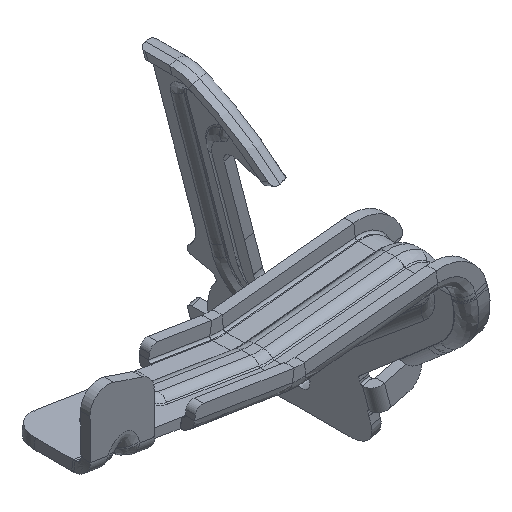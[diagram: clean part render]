
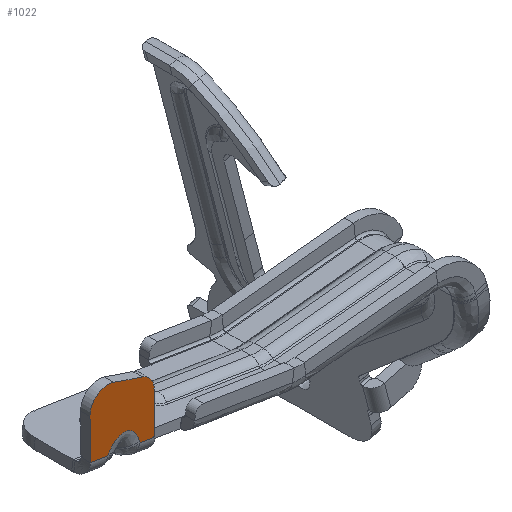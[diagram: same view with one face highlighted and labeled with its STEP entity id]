
A CAD part, isometric view. The second image highlights one B-rep face of the part: STEP entity #1022.
In plain terms, the highlighted planar face has unit normal (0.009, -1, -0.006).
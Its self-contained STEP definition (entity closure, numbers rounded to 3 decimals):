
#407=LINE('',#10426,#646);
#408=LINE('',#10566,#647);
#409=LINE('',#10576,#648);
#646=VECTOR('',#7830,1.);
#647=VECTOR('',#7835,1.);
#648=VECTOR('',#7836,1.);
#897=CIRCLE('',#7479,5.);
#898=CIRCLE('',#7480,5.);
#1022=ADVANCED_FACE('PY1B NEW HOOK_12.06.2018',(#1637),#1471,.F.);
#1471=PLANE('',#7481);
#1637=FACE_OUTER_BOUND('',#2111,.T.);
#2111=EDGE_LOOP('',(#2784,#2785,#2786,#2787,#2788,#2789,#2790,#2791,#2792,
#2793));
#2784=ORIENTED_EDGE('',*,*,#5604,.F.);
#2785=ORIENTED_EDGE('',*,*,#5605,.F.);
#2786=ORIENTED_EDGE('',*,*,#5606,.T.);
#2787=ORIENTED_EDGE('',*,*,#5607,.T.);
#2788=ORIENTED_EDGE('',*,*,#5602,.F.);
#2789=ORIENTED_EDGE('',*,*,#5600,.F.);
#2790=ORIENTED_EDGE('',*,*,#5608,.T.);
#2791=ORIENTED_EDGE('',*,*,#5609,.T.);
#2792=ORIENTED_EDGE('',*,*,#5610,.F.);
#2793=ORIENTED_EDGE('',*,*,#5611,.F.);
#4883=VERTEX_POINT('',#10410);
#4884=VERTEX_POINT('',#10425);
#4886=VERTEX_POINT('',#10468);
#4887=VERTEX_POINT('',#10564);
#4888=VERTEX_POINT('',#10565);
#4889=VERTEX_POINT('',#10567);
#4890=VERTEX_POINT('',#10570);
#4891=VERTEX_POINT('',#10575);
#4892=VERTEX_POINT('',#10577);
#4893=VERTEX_POINT('',#10579);
#5600=EDGE_CURVE('LINE',#4884,#4883,#407,.T.);
#5602=EDGE_CURVE('',#4883,#4886,#6702,.T.);
#5604=EDGE_CURVE('',#4887,#4888,#897,.T.);
#5605=EDGE_CURVE('LINE',#4889,#4887,#408,.T.);
#5606=EDGE_CURVE('',#4889,#4890,#6704,.T.);
#5607=EDGE_CURVE('',#4890,#4886,#6705,.T.);
#5608=EDGE_CURVE('',#4884,#4891,#6706,.T.);
#5609=EDGE_CURVE('LINE',#4891,#4892,#409,.T.);
#5610=EDGE_CURVE('',#4893,#4892,#898,.T.);
#5611=EDGE_CURVE('',#4888,#4893,#6707,.T.);
#6702=B_SPLINE_CURVE_WITH_KNOTS('',5,(#10447,#10448,#10449,#10450,#10451,
#10452,#10453,#10454,#10455,#10456,#10457,#10458,#10459,#10460,#10461,#10462,
#10463,#10464,#10465,#10466,#10467),.UNSPECIFIED.,.F.,.F.,(6,3,3,3,3,3,
6),(0.,0.106,0.336,0.5,0.664,
0.894,1.),.UNSPECIFIED.);
#6704=B_SPLINE_CURVE_WITH_KNOTS('',1,(#10568,#10569),.UNSPECIFIED.,.F.,
 .F.,(2,2),(0.,1.),.UNSPECIFIED.);
#6705=B_SPLINE_CURVE_WITH_KNOTS('',1,(#10571,#10572),.UNSPECIFIED.,.F.,
 .F.,(2,2),(0.,1.),.UNSPECIFIED.);
#6706=B_SPLINE_CURVE_WITH_KNOTS('',1,(#10573,#10574),.UNSPECIFIED.,.F.,
 .F.,(2,2),(0.,1.),.UNSPECIFIED.);
#6707=B_SPLINE_CURVE_WITH_KNOTS('',1,(#10580,#10581),.UNSPECIFIED.,.F.,
 .F.,(2,2),(0.,1.),.UNSPECIFIED.);
#7479=AXIS2_PLACEMENT_3D('',#10563,#7833,#7834);
#7480=AXIS2_PLACEMENT_3D('',#10578,#7837,#7838);
#7481=AXIS2_PLACEMENT_3D('',#10582,#7839,#7840);
#7830=DIRECTION('',(-0.226,-0.008,0.974));
#7833=DIRECTION('',(-0.01,1.,0.006));
#7834=DIRECTION('',(1.,0.01,0.));
#7835=DIRECTION('',(-0.019,-0.006,1.));
#7836=DIRECTION('',(-0.019,-0.006,1.));
#7837=DIRECTION('',(-0.01,1.,0.006));
#7838=DIRECTION('',(1.,0.01,0.));
#7839=DIRECTION('',(-0.01,1.,0.006));
#7840=DIRECTION('',(1.,0.009,0.019));
#10410=CARTESIAN_POINT('',(-633.691,-61.536,674.724));
#10425=CARTESIAN_POINT('',(-633.552,-61.531,674.127));
#10426=CARTESIAN_POINT('',(-633.621,-61.534,674.426));
#10447=CARTESIAN_POINT('',(-633.691,-61.536,674.724));
#10448=CARTESIAN_POINT('',(-633.745,-61.538,674.959));
#10449=CARTESIAN_POINT('',(-633.808,-61.54,675.193));
#10450=CARTESIAN_POINT('',(-633.881,-61.542,675.425));
#10451=CARTESIAN_POINT('',(-634.141,-61.549,676.15));
#10452=CARTESIAN_POINT('',(-634.504,-61.556,676.843));
#10453=CARTESIAN_POINT('',(-634.807,-61.562,677.298));
#10454=CARTESIAN_POINT('',(-635.432,-61.572,678.01));
#10455=CARTESIAN_POINT('',(-636.242,-61.583,678.538));
#10456=CARTESIAN_POINT('',(-636.61,-61.588,678.716));
#10457=CARTESIAN_POINT('',(-637.394,-61.597,678.96));
#10458=CARTESIAN_POINT('',(-638.215,-61.604,678.974));
#10459=CARTESIAN_POINT('',(-638.621,-61.608,678.921));
#10460=CARTESIAN_POINT('',(-639.555,-61.615,678.674));
#10461=CARTESIAN_POINT('',(-640.372,-61.62,678.194));
#10462=CARTESIAN_POINT('',(-640.803,-61.622,677.858));
#10463=CARTESIAN_POINT('',(-641.365,-61.624,677.313));
#10464=CARTESIAN_POINT('',(-641.839,-61.625,676.706));
#10465=CARTESIAN_POINT('',(-641.981,-61.625,676.508));
#10466=CARTESIAN_POINT('',(-642.115,-61.626,676.306));
#10467=CARTESIAN_POINT('',(-642.24,-61.626,676.1));
#10468=CARTESIAN_POINT('',(-642.24,-61.626,676.1));
#10563=CARTESIAN_POINT('',(-642.58,-61.699,687.793));
#10564=CARTESIAN_POINT('',(-647.579,-61.746,687.7));
#10565=CARTESIAN_POINT('',(-640.957,-61.712,692.522));
#10566=CARTESIAN_POINT('',(-647.509,-61.723,683.975));
#10567=CARTESIAN_POINT('',(-647.368,-61.676,676.352));
#10568=CARTESIAN_POINT('',(-647.368,-61.676,676.352));
#10569=CARTESIAN_POINT('',(-642.559,-61.625,675.577));
#10570=CARTESIAN_POINT('',(-642.559,-61.625,675.577));
#10571=CARTESIAN_POINT('',(-642.559,-61.625,675.577));
#10572=CARTESIAN_POINT('',(-642.24,-61.626,676.1));
#10573=CARTESIAN_POINT('',(-633.552,-61.531,674.127));
#10574=CARTESIAN_POINT('',(-629.312,-61.487,673.445));
#10575=CARTESIAN_POINT('',(-629.312,-61.487,673.445));
#10576=CARTESIAN_POINT('',(-629.513,-61.554,684.309));
#10577=CARTESIAN_POINT('',(-629.528,-61.559,685.123));
#10578=CARTESIAN_POINT('',(-634.527,-61.606,685.03));
#10579=CARTESIAN_POINT('',(-632.905,-61.619,689.759));
#10580=CARTESIAN_POINT('',(-640.957,-61.712,692.522));
#10581=CARTESIAN_POINT('',(-632.905,-61.619,689.759));
#10582=CARTESIAN_POINT('',(12.434,-51.41,9.496));
